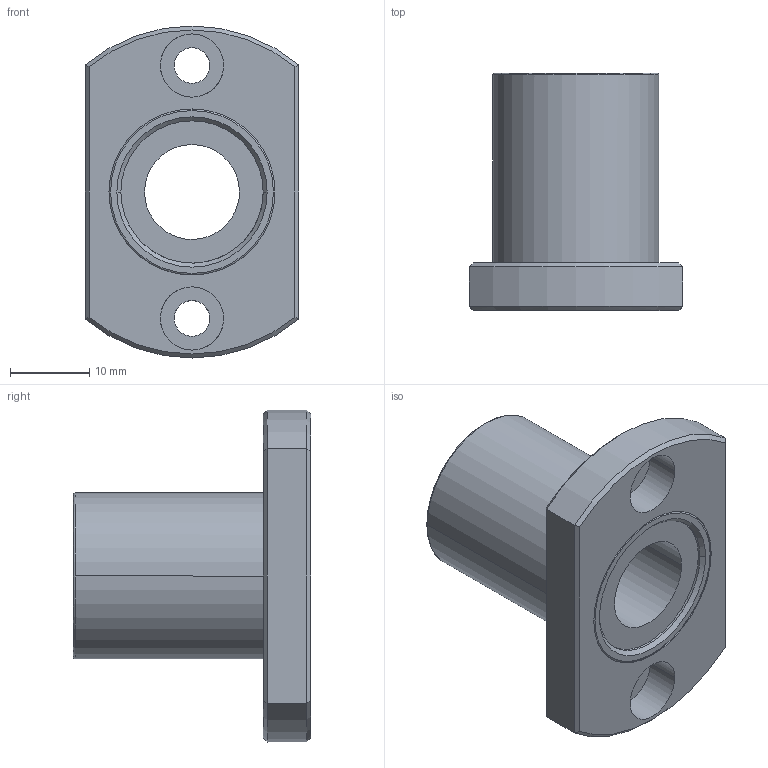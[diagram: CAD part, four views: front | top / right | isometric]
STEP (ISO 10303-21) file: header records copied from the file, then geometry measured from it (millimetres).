
FILE_DESCRIPTION(('CATIA V5 STEP Exchange'),'2;1');
FILE_NAME('LMH12.stp','2021-06-22T05:41:58+00:00',('none'),('none'),'CATIA Version 5 Release 21 GA (IN-10)','CATIA V5 STEP AP203','none');
FILE_SCHEMA(('CONFIG_CONTROL_DESIGN'));
Length unit declared in the file: millimetre
Products named in the file (1): LMH12
Bounding box: 27 x 30 x 42 mm (x, y, z)
Volume: 10455.2 mm3; surface area: 5469.2 mm2
Topology: 1 solids, 1 shells, 46 faces, 106 edges, 68 vertices
Faces by surface type: cylinder 20, plane 14, cone 8, torus 4
Entity records: 1617 total; most frequent: CARTESIAN_POINT 574, ORIENTED_EDGE 212, DIRECTION 170, EDGE_CURVE 106, AXIS2_PLACEMENT_3D 92, VERTEX_POINT 68, EDGE_LOOP 58, ADVANCED_FACE 46
